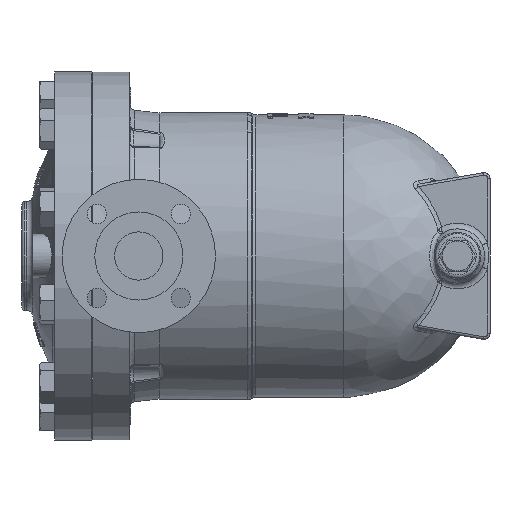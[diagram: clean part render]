
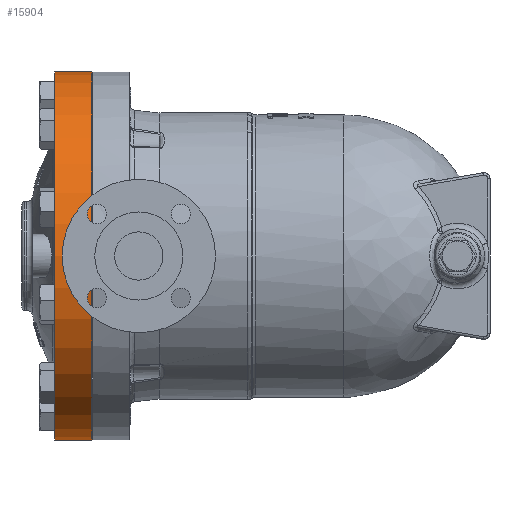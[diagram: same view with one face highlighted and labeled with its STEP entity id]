
A CAD part, left-side view. The second image highlights one B-rep face of the part: STEP entity #15904.
In plain terms, the highlighted cylindrical face has radius 152.5 mm (diameter 305 mm), a full revolution.
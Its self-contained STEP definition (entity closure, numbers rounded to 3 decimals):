
#15671=CARTESIAN_POINT('',(152.5,31.8,0.));
#15672=VERTEX_POINT('',#15671);
#15673=CARTESIAN_POINT('',(0.0,31.8,0.0));
#15674=DIRECTION('',(0.0,-1.0,0.0));
#15675=DIRECTION('',(-1.0,0.0,0.0));
#15676=AXIS2_PLACEMENT_3D('',#15673,#15674,#15675);
#15677=CIRCLE('',#15676,152.5);
#15678=EDGE_CURVE('',#15672,#15672,#15677,.T.);
#15840=CARTESIAN_POINT('',(152.5,1.0,0.));
#15841=VERTEX_POINT('',#15840);
#15842=CARTESIAN_POINT('',(0.0,1.0,0.0));
#15843=DIRECTION('',(0.0,-1.0,0.0));
#15844=DIRECTION('',(-1.0,0.0,0.0));
#15845=AXIS2_PLACEMENT_3D('',#15842,#15843,#15844);
#15846=CIRCLE('',#15845,152.5);
#15847=EDGE_CURVE('',#15841,#15841,#15846,.T.);
#15893=CARTESIAN_POINT('',(0.0,1.0,0.0));
#15894=DIRECTION('',(0.0,1.0,0.0));
#15895=DIRECTION('',(-1.0,0.0,0.0));
#15896=AXIS2_PLACEMENT_3D('',#15893,#15894,#15895);
#15897=CYLINDRICAL_SURFACE('',#15896,152.5);
#15898=ORIENTED_EDGE('',*,*,#15678,.T.);
#15899=EDGE_LOOP('',(#15898));
#15900=FACE_OUTER_BOUND('',#15899,.T.);
#15901=ORIENTED_EDGE('',*,*,#15847,.F.);
#15902=EDGE_LOOP('',(#15901));
#15903=FACE_BOUND('',#15902,.T.);
#15904=ADVANCED_FACE('',(#15900,#15903),#15897,.T.);
